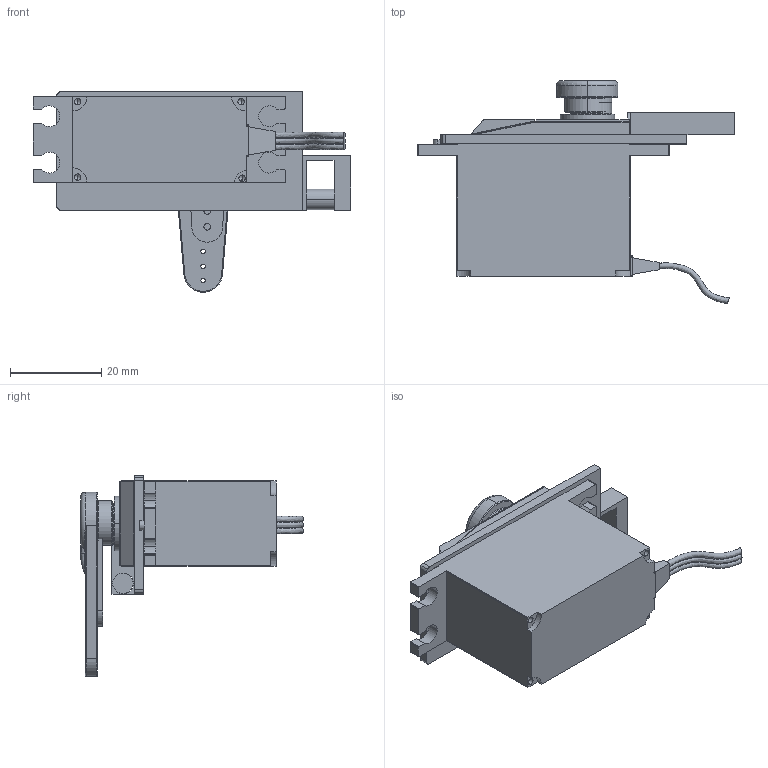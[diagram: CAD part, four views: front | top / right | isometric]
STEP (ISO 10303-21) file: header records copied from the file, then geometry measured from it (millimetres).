
FILE_DESCRIPTION (( 'STEP AP203' ), '1' );
FILE_NAME ('Hitec Servo Arm Alluminium v2.step_Default_sldprt.STEP', '2021-02-13T10:55:57', ( '' ), ( '' ), 'SwSTEP 2.0', 'SolidWorks 2019', '' );
FILE_SCHEMA (( 'CONFIG_CONTROL_DESIGN' ));
Length unit declared in the file: millimetre
Products named in the file (1): Hitec Servo Arm Alluminium v2.step_Default_sldprt
Bounding box: 69.69 x 48.88 x 43.98 mm (x, y, z)
Volume: 29275.3 mm3; surface area: 11999.4 mm2
Topology: 7 solids, 7 shells, 451 faces, 1184 edges, 746 vertices
Faces by surface type: cylinder 241, plane 127, torus 36, bspline 23, cone 14, sphere 10
Entity records: 15243 total; most frequent: CARTESIAN_POINT 3807, DIRECTION 2511, ORIENTED_EDGE 2336, EDGE_CURVE 1168, AXIS2_PLACEMENT_3D 990, VERTEX_POINT 746, CIRCLE 561, VECTOR 531
